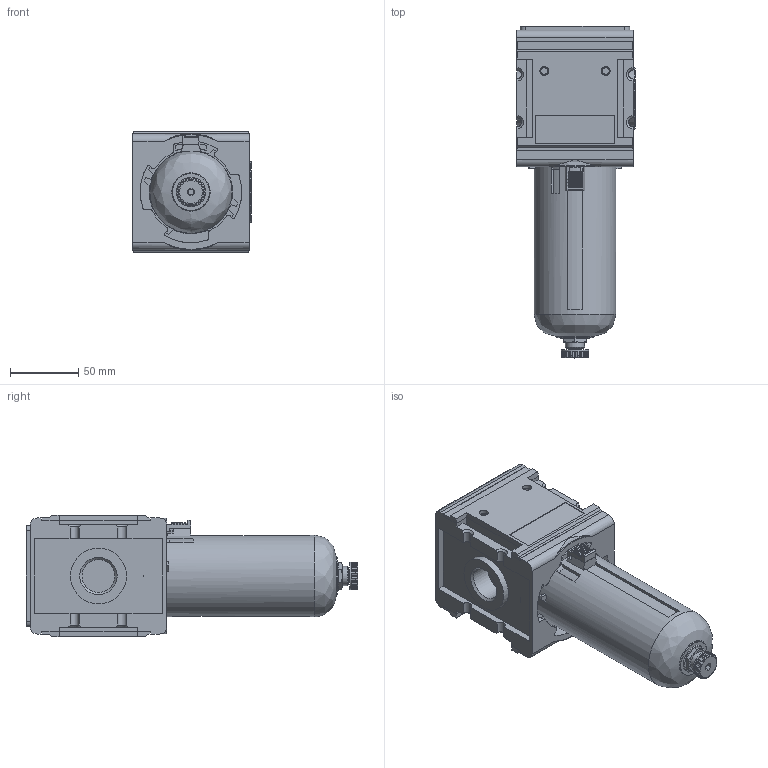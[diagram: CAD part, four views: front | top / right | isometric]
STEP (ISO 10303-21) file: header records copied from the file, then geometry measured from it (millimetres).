
FILE_DESCRIPTION( ( 'STEP AP203' ), ' ' );
FILE_NAME( '9.1344.054.stp', '2017-04-10T15:15:01', ( '' ), ( '' ), ' ', 'PARTsolutions', ' ' );
FILE_SCHEMA( ( 'CONFIG_CONTROL_DESIGN' ) );
Length unit declared in the file: millimetre
Products named in the file (5): 9.1344.054; _F.44 HA3 B-1_p1; _90004.0210_p1; _90004.0210(0.50.5)_p4; _90004.0213_p3
Assembly tree (4 placements, depth 2):
  9.1344.054
    _F.44 HA3 B-1_p1
    _90004.0210_p1
    _90004.0210(0.50.5)_p4
    _90004.0213_p3
Bounding box: 86.5 x 243 x 89 mm (x, y, z)
Volume: 1027910 mm3; surface area: 109303.5 mm2
Topology: 4 solids, 4 shells, 544 faces, 1429 edges, 934 vertices
Faces by surface type: plane 297, cylinder 187, torus 38, cone 21, bspline 1
Full cylindrical faces by diameter (mm): 4 x1, 4.917 x4, 6.5 x4, 8 x1, 14 x2, 20 x1, 24.117 x2, 27 x1, 36.2 x1, 41 x2, 45 x1, 55.6 x2, 59.8 x1, 60 x1, 74.442 x1
Entity records: 17185 total; most frequent: CARTESIAN_POINT 3631, DIRECTION 2808, ORIENTED_EDGE 2752, EDGE_CURVE 1376, AXIS2_PLACEMENT_3D 1008, VERTEX_POINT 927, LINE 792, VECTOR 792
